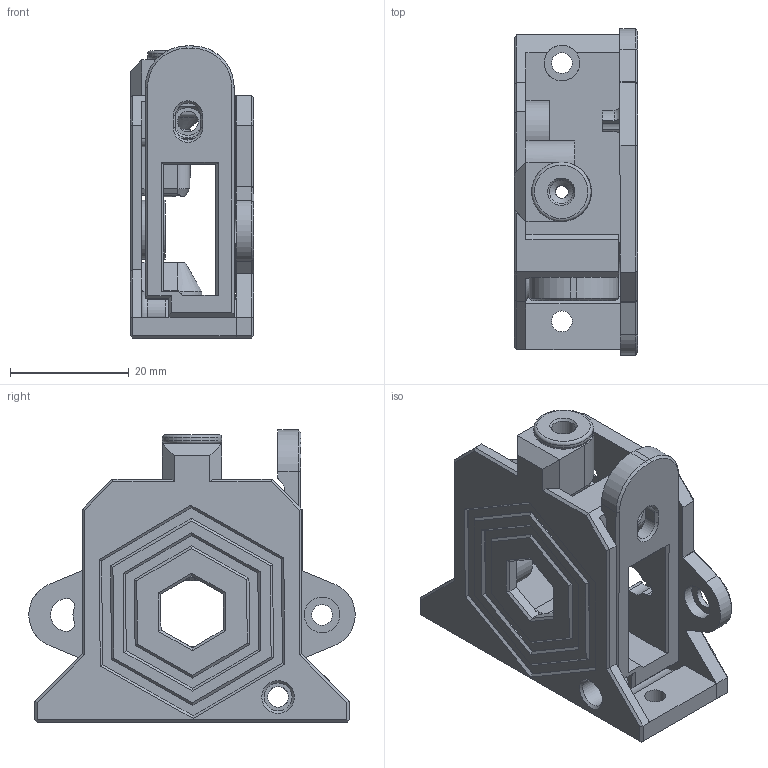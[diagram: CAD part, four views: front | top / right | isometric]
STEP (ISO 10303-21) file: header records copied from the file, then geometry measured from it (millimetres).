
FILE_DESCRIPTION(/* description */ (''),/* implementation_level */ '2;1');
FILE_NAME(/* name */ 'Roundtrip_TBG_v1.step',/* time_stamp */ '2023-03-08T11:16:59Z',/* author */ (''),/* organization */ (''),/* preprocessor_version */ 'ST-DEVELOPER v19.2',/* originating_system */ 'Autodesk Translation Framework v11.17.0.187',/* authorisation */ '');
FILE_SCHEMA (('AUTOMOTIVE_DESIGN { 1 0 10303 214 3 1 1 }'));
Length unit declared in the file: millimetre
Products named in the file (5): Roundtrip_TBG_Small_v1; Guidler; Front; Collet; Back
Assembly tree (4 placements, depth 2):
  Roundtrip_TBG_Small_v1
    Guidler
    Front
    Collet
    Back
Bounding box: 20.86 x 55 x 49.25 mm (x, y, z)
Volume: 15990 mm3; surface area: 14209 mm2
Topology: 4 solids, 4 shells, 386 faces, 993 edges, 627 vertices
Faces by surface type: plane 247, cylinder 77, cone 38, bspline 17, torus 7
Full cylindrical faces by diameter (mm): 2.15 x2, 3.5 x9, 4 x1, 4.2 x1, 4.3 x1, 4.7 x4, 5 x1, 6 x3, 6.2 x2, 6.5 x1, 8 x2, 8.2 x1, 10 x2, 20 x1
Entity records: 12737 total; most frequent: CARTESIAN_POINT 3139, ORIENTED_EDGE 1986, DIRECTION 1911, EDGE_CURVE 993, LINE 681, VECTOR 681, VERTEX_POINT 627, AXIS2_PLACEMENT_3D 615
